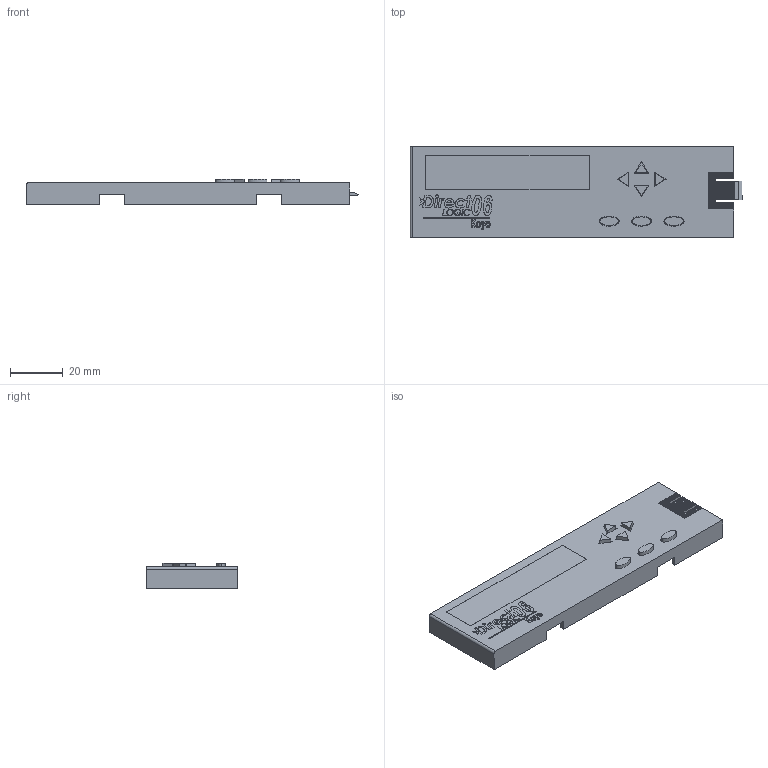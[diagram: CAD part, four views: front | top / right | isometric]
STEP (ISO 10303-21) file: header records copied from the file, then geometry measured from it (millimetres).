
FILE_DESCRIPTION (( 'STEP AP214' ), '1' );
FILE_NAME ('D0-06LCD.STEP', '2011-02-01T20:25:04', ( '.adc' ), ( '' ), 'SwSTEP 2.0', 'SolidWorks 2009', '' );
FILE_SCHEMA (( 'AUTOMOTIVE_DESIGN' ));
Length unit declared in the file: inch
Products named in the file (1): D0-06LCD
Bounding box: 126.39 x 34.95 x 9.53 mm (x, y, z)
Volume: 9412.8 mm3; surface area: 13298.4 mm2
Topology: 1 solids, 1 shells, 429 faces, 1093 edges, 706 vertices
Faces by surface type: plane 308, bspline 115, cylinder 6
Entity records: 21463 total; most frequent: CARTESIAN_POINT 9852, ORIENTED_EDGE 2186, DIRECTION 1505, EDGE_CURVE 1093, VECTOR 851, LINE 851, VERTEX_POINT 706, EDGE_LOOP 469
